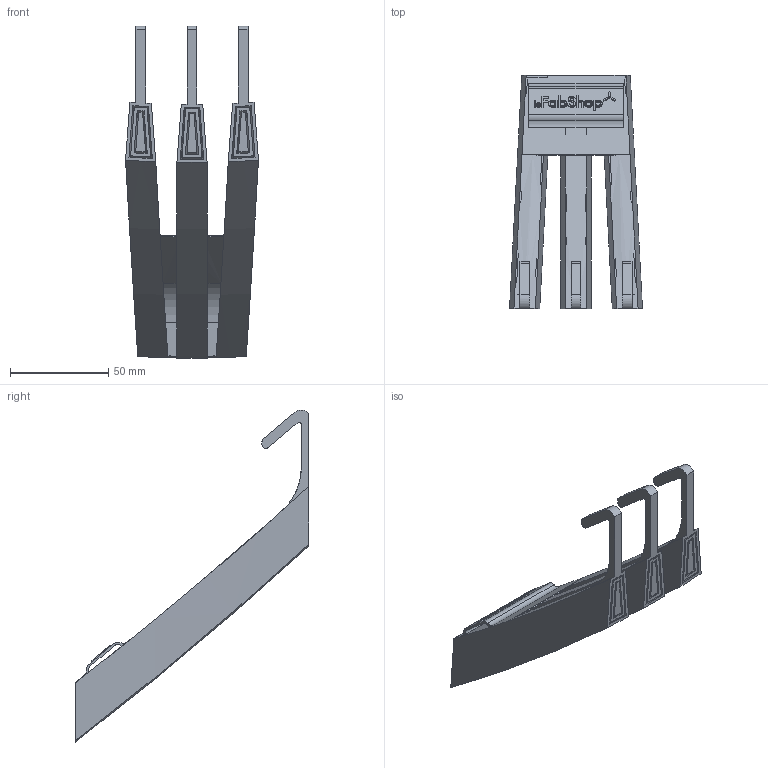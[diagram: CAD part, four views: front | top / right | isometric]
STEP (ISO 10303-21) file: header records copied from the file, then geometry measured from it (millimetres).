
FILE_DESCRIPTION(/* description */ (''),/* implementation_level */ '2;1');
FILE_NAME(/* name */ 'Claw v2 v9.stp',/* time_stamp */ '2015-10-26T18:24:12+01:00',/* author */ (''),/* organization */ (''),/* preprocessor_version */ 'ST-DEVELOPER v16.1',/* originating_system */ 'Autodesk Translation Framework v4.1.0.1560',/* authorisation */ '');
FILE_SCHEMA (('AUTOMOTIVE_DESIGN { 1 0 10303 214 3 1 1 }'));
Length unit declared in the file: centimetre
Products named in the file (1): Claw v2 v9
Bounding box: 67.65 x 118.8 x 168.96 mm (x, y, z)
Volume: 75858.9 mm3; surface area: 136343.8 mm2
Topology: 9 solids, 9 shells, 398 faces, 1008 edges, 653 vertices
Faces by surface type: plane 167, bspline 153, cylinder 78
Entity records: 12764 total; most frequent: CARTESIAN_POINT 4111, ORIENTED_EDGE 2024, DIRECTION 1472, EDGE_CURVE 1012, VERTEX_POINT 656, LINE 530, VECTOR 530, AXIS2_PLACEMENT_3D 471
